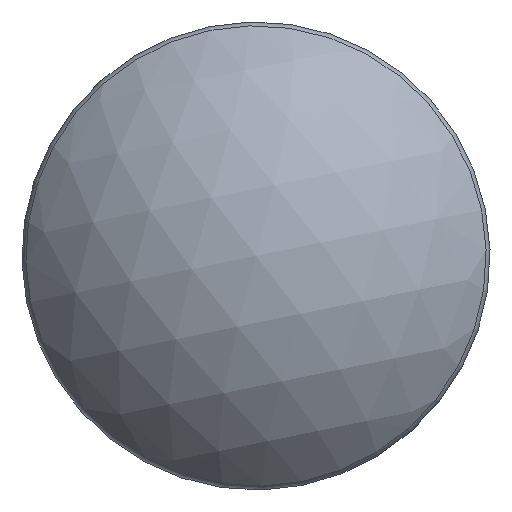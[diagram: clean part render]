
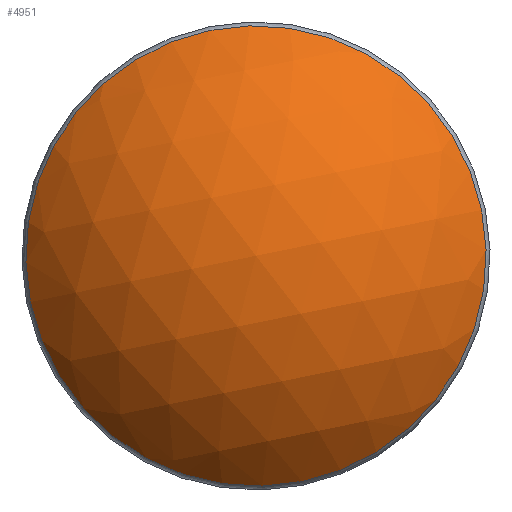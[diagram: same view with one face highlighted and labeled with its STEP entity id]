
A CAD part, top view. The second image highlights one B-rep face of the part: STEP entity #4951.
In plain terms, the highlighted spherical face has radius 55.37 mm.
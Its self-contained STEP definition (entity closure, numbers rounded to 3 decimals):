
#47=SPHERICAL_SURFACE('',#5506,55.37);
#545=FACE_OUTER_BOUND('',#845,.T.);
#845=EDGE_LOOP('',(#3902,#3903));
#1969=CIRCLE('',#5503,43.686);
#1970=CIRCLE('',#5504,43.686);
#2288=VERTEX_POINT('',#10046);
#2289=VERTEX_POINT('',#10047);
#2873=EDGE_CURVE('',#2288,#2289,#1969,.T.);
#2874=EDGE_CURVE('',#2289,#2288,#1970,.T.);
#3902=ORIENTED_EDGE('',*,*,#2873,.T.);
#3903=ORIENTED_EDGE('',*,*,#2874,.T.);
#4951=ADVANCED_FACE('',(#545),#47,.T.);
#5503=AXIS2_PLACEMENT_3D('',#10048,#6279,#6280);
#5504=AXIS2_PLACEMENT_3D('',#10049,#6281,#6282);
#5506=AXIS2_PLACEMENT_3D('',#10051,#6285,#6286);
#6279=DIRECTION('center_axis',(0.,-1.,0.));
#6280=DIRECTION('ref_axis',(1.,0.,0.));
#6281=DIRECTION('center_axis',(0.,-1.,0.));
#6282=DIRECTION('ref_axis',(1.,0.,0.));
#6285=DIRECTION('center_axis',(0.,0.,1.));
#6286=DIRECTION('ref_axis',(1.,0.,0.));
#10046=CARTESIAN_POINT('',(43.686,-8.291,0.));
#10047=CARTESIAN_POINT('',(0.,-8.291,43.686));
#10048=CARTESIAN_POINT('Origin',(0.,-8.291,0.));
#10049=CARTESIAN_POINT('Origin',(0.,-8.291,0.));
#10051=CARTESIAN_POINT('Origin',(0.,25.729,0.));
